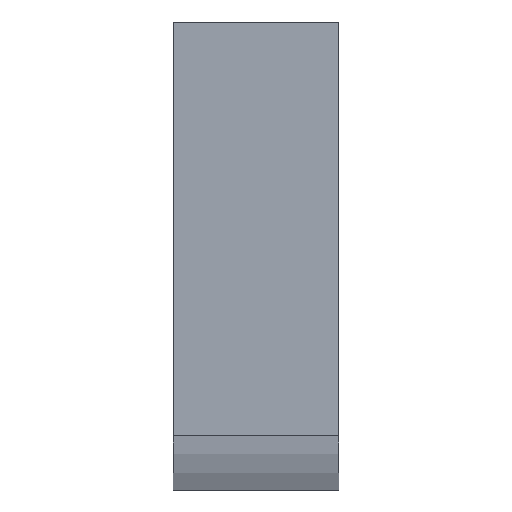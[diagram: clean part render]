
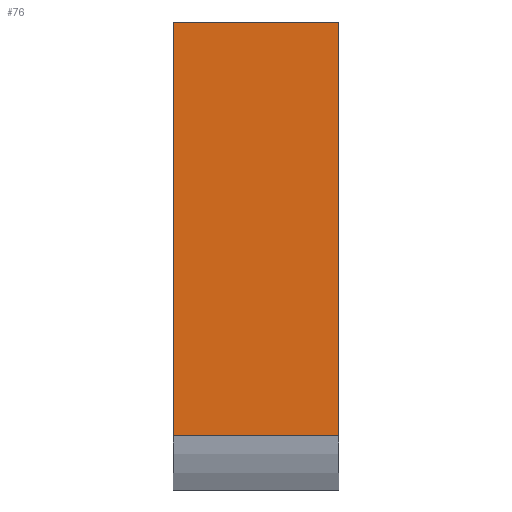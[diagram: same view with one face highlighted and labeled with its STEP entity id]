
A CAD part, left-side view. The second image highlights one B-rep face of the part: STEP entity #76.
In plain terms, the highlighted planar face has unit normal (-1, 0, 0).
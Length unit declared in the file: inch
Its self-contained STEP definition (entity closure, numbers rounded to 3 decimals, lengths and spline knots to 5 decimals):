
#3 = DIRECTION ( 'NONE',  ( 0., 0., 1. ) ) ;
#18 = EDGE_CURVE ( 'NONE', #51, #217, #108, .T. ) ;
#22 = PLANE ( 'NONE',  #93 ) ;
#34 = ORIENTED_EDGE ( 'NONE', *, *, #94, .T. ) ;
#38 = LINE ( 'NONE', #165, #177 ) ;
#39 = CARTESIAN_POINT ( 'NONE',  ( 26.30971, 8.75, 44.45264 ) ) ;
#47 = EDGE_LOOP ( 'NONE', ( #102, #137, #34, #87 ) ) ;
#51 = VERTEX_POINT ( 'NONE', #39 ) ;
#53 = CARTESIAN_POINT ( 'NONE',  ( 26.30971, 0.75, 44.45264 ) ) ;
#60 = CARTESIAN_POINT ( 'NONE',  ( 26.30971, 8.75, 44.45264 ) ) ;
#68 = VERTEX_POINT ( 'NONE', #134 ) ;
#73 = EDGE_CURVE ( 'NONE', #68, #141, #188, .T. ) ;
#75 = VECTOR ( 'NONE', #92, 39.37008 ) ;
#76 = ADVANCED_FACE ( 'NONE', ( #167 ), #22, .F. ) ;
#78 = CARTESIAN_POINT ( 'NONE',  ( 26.30971, 8.75, 64.45264 ) ) ;
#87 = ORIENTED_EDGE ( 'NONE', *, *, #18, .T. ) ;
#92 = DIRECTION ( 'NONE',  ( 0., 1., 0. ) ) ;
#93 = AXIS2_PLACEMENT_3D ( 'NONE', #78, #220, #3 ) ;
#94 = EDGE_CURVE ( 'NONE', #141, #51, #38, .T. ) ;
#102 = ORIENTED_EDGE ( 'NONE', *, *, #156, .T. ) ;
#108 = LINE ( 'NONE', #60, #143 ) ;
#119 = DIRECTION ( 'NONE',  ( 0., 0., 1. ) ) ;
#130 = DIRECTION ( 'NONE',  ( 0., 0., -1. ) ) ;
#134 = CARTESIAN_POINT ( 'NONE',  ( 26.30971, 0.75, 64.45264 ) ) ;
#137 = ORIENTED_EDGE ( 'NONE', *, *, #73, .T. ) ;
#139 = LINE ( 'NONE', #210, #189 ) ;
#141 = VERTEX_POINT ( 'NONE', #226 ) ;
#143 = VECTOR ( 'NONE', #191, 39.37008 ) ;
#156 = EDGE_CURVE ( 'NONE', #217, #68, #139, .T. ) ;
#165 = CARTESIAN_POINT ( 'NONE',  ( 26.30971, 8.75, 64.45264 ) ) ;
#167 = FACE_OUTER_BOUND ( 'NONE', #47, .T. ) ;
#177 = VECTOR ( 'NONE', #130, 39.37008 ) ;
#186 = CARTESIAN_POINT ( 'NONE',  ( 26.30971, 8.75, 64.45264 ) ) ;
#188 = LINE ( 'NONE', #186, #75 ) ;
#189 = VECTOR ( 'NONE', #119, 39.37008 ) ;
#191 = DIRECTION ( 'NONE',  ( 0., -1., 0. ) ) ;
#210 = CARTESIAN_POINT ( 'NONE',  ( 26.30971, 0.75, 64.45264 ) ) ;
#217 = VERTEX_POINT ( 'NONE', #53 ) ;
#220 = DIRECTION ( 'NONE',  ( 1., 0., 0. ) ) ;
#226 = CARTESIAN_POINT ( 'NONE',  ( 26.30971, 8.75, 64.45264 ) ) ;
